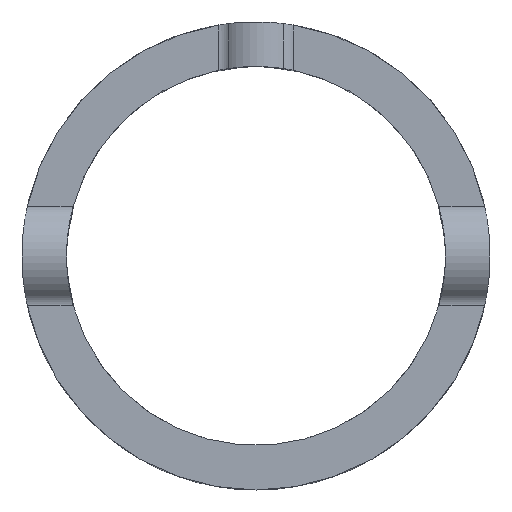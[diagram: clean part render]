
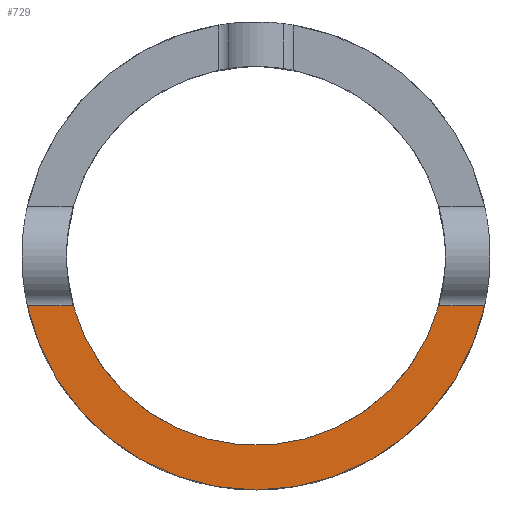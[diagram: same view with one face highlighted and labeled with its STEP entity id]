
A CAD part, top view. The second image highlights one B-rep face of the part: STEP entity #729.
In plain terms, the highlighted planar face has unit normal (0, 0, 1).
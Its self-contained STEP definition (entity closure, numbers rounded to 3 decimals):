
#363=CARTESIAN_POINT('Vertex',(15.389,-3.354,2.)) ;
#366=CARTESIAN_POINT('Axis2P3D Location',(0.,0.,2.)) ;
#370=CARTESIAN_POINT('Vertex',(-15.389,-3.354,2.)) ;
#480=CARTESIAN_POINT('Axis2P3D Location',(0.,2.872,2.)) ;
#683=CARTESIAN_POINT('Line Origine',(0.,-3.354,2.)) ;
#687=CARTESIAN_POINT('Vertex',(12.301,-3.354,2.)) ;
#711=CARTESIAN_POINT('Line Origine',(-13.845,-3.354,2.)) ;
#715=CARTESIAN_POINT('Vertex',(-12.301,-3.354,2.)) ;
#718=CARTESIAN_POINT('Axis2P3D Location',(0.,0.,2.)) ;
#367=DIRECTION('Axis2P3D Direction',(0.,0.,1.)) ;
#481=DIRECTION('Axis2P3D Direction',(0.,0.,-1.)) ;
#482=DIRECTION('Axis2P3D XDirection',(0.,1.,0.)) ;
#684=DIRECTION('Vector Direction',(-1.,0.,0.)) ;
#712=DIRECTION('Vector Direction',(-1.,0.,0.)) ;
#719=DIRECTION('Axis2P3D Direction',(0.,0.,-1.)) ;
#368=AXIS2_PLACEMENT_3D('Circle Axis2P3D',#366,#367,$) ;
#483=AXIS2_PLACEMENT_3D('Plane Axis2P3D',#480,#481,#482) ;
#720=AXIS2_PLACEMENT_3D('Circle Axis2P3D',#718,#719,$) ;
#724=ORIENTED_EDGE('',*,*,#717,.T.) ;
#725=ORIENTED_EDGE('',*,*,#372,.F.) ;
#726=ORIENTED_EDGE('',*,*,#689,.T.) ;
#727=ORIENTED_EDGE('',*,*,#722,.T.) ;
#685=VECTOR('Line Direction',#684,1.) ;
#713=VECTOR('Line Direction',#712,1.) ;
#729=ADVANCED_FACE('',(#728),#484,.F.) ;
#369=CIRCLE('generated circle',#368,15.75) ;
#721=CIRCLE('generated circle',#720,12.75) ;
#372=EDGE_CURVE('',#364,#371,#369,.F.) ;
#689=EDGE_CURVE('',#364,#688,#686,.T.) ;
#717=EDGE_CURVE('',#716,#371,#714,.T.) ;
#722=EDGE_CURVE('',#688,#716,#721,.T.) ;
#723=EDGE_LOOP('',(#724,#725,#726,#727)) ;
#728=FACE_OUTER_BOUND('',#723,.T.) ;
#686=LINE('Line',#683,#685) ;
#714=LINE('Line',#711,#713) ;
#484=PLANE('Plane',#483) ;
#364=VERTEX_POINT('',#363) ;
#371=VERTEX_POINT('',#370) ;
#688=VERTEX_POINT('',#687) ;
#716=VERTEX_POINT('',#715) ;
